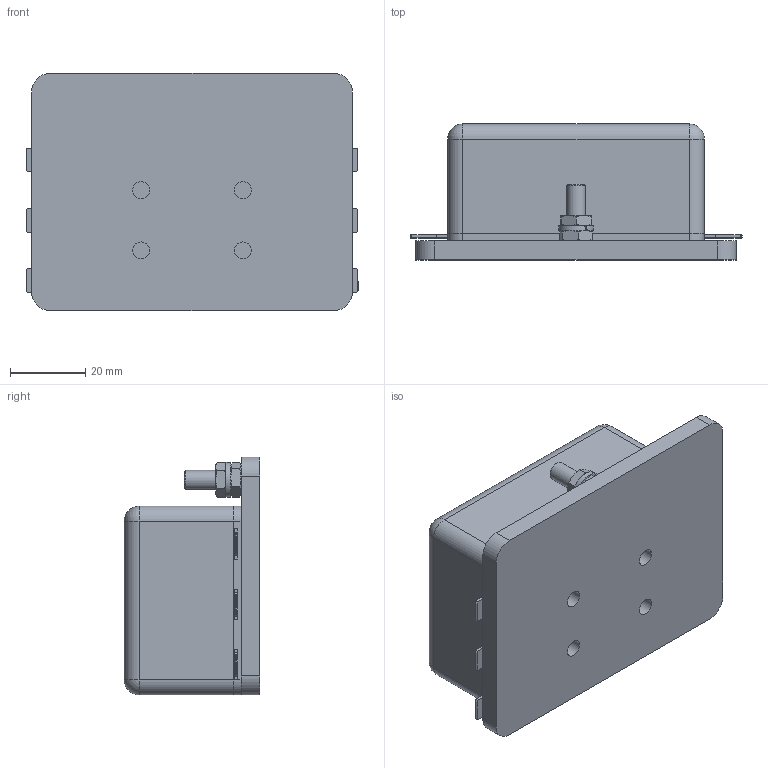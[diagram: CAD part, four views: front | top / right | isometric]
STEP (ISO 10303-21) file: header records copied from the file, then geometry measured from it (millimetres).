
FILE_DESCRIPTION(/* description */ (''),/* implementation_level */ '2;1');
FILE_NAME(/* name */ 'Fuse Box 6-Way.stp',/* time_stamp */ '2021-05-31T10:34:51+10:00',/* author */ ('Simon.Alvarez'),/* organization */ (''),/* preprocessor_version */ 'ST-DEVELOPER v18',/* originating_system */ 'Autodesk Inventor 2020',/* authorisation */ '');
FILE_SCHEMA (('AUTOMOTIVE_DESIGN { 1 0 10303 214 3 1 1 }'));
Length unit declared in the file: millimetre
Products named in the file (5): Fuse Box 6-Way; Fuse Box 6-way_1; Fuse Box 6-way-lid; ISO 4035 - M5(6); AS 1968 - 1976 - 5
Assembly tree (5 placements, depth 2):
  Fuse Box 6-Way
    Fuse Box 6-way_1
    Fuse Box 6-way-lid
    ISO 4035 - M5(6)  x2
    AS 1968 - 1976 - 5
Bounding box: 88 x 36 x 63 mm (x, y, z)
Volume: 77538.7 mm3; surface area: 37315.1 mm2
Topology: 5 solids, 5 shells, 353 faces, 927 edges, 601 vertices
Faces by surface type: plane 259, cylinder 47, cone 29, sphere 14, torus 4
Full cylindrical faces by diameter (mm): 4.134 x2, 4.5 x4, 5 x1, 9 x4
Entity records: 10499 total; most frequent: CARTESIAN_POINT 1831, ORIENTED_EDGE 1742, DIRECTION 1671, EDGE_CURVE 871, LINE 703, VECTOR 703, VERTEX_POINT 572, AXIS2_PLACEMENT_3D 484
